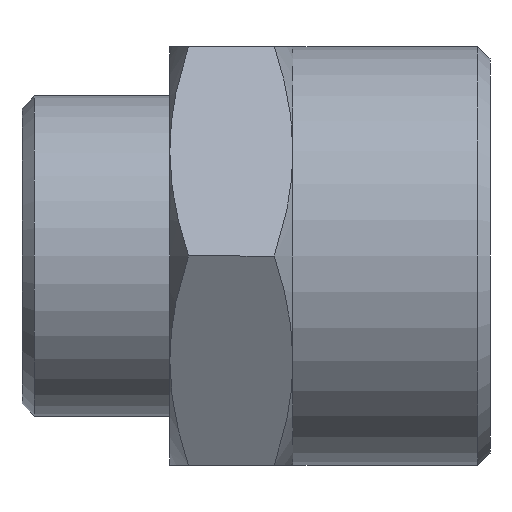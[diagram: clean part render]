
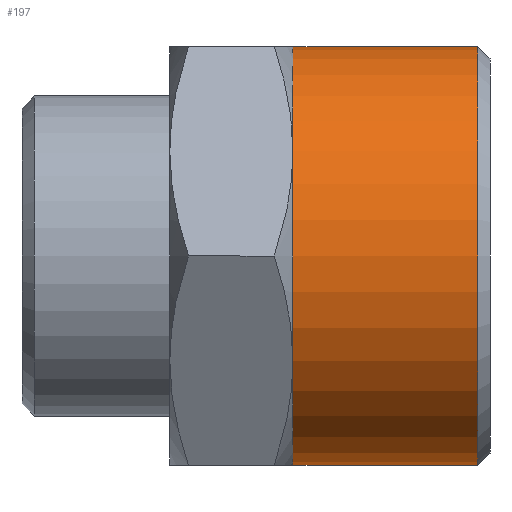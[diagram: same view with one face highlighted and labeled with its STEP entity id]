
A CAD part, left-side view. The second image highlights one B-rep face of the part: STEP entity #197.
In plain terms, the highlighted cylindrical face has radius 8.5 mm (diameter 17 mm), a full revolution.
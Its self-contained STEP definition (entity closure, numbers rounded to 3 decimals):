
#1 = ORIENTED_EDGE ( 'NONE', *, *, #129, .T. ) ;
#2 = ORIENTED_EDGE ( 'NONE', *, *, #130, .T. ) ;
#4 = CARTESIAN_POINT ( 'NONE',  ( 0., 8., 8.5 ) ) ;
#41 = VERTEX_POINT ( 'NONE', #4 ) ;
#42 = VERTEX_POINT ( 'NONE', #168 ) ;
#45 = VERTEX_POINT ( 'NONE', #158 ) ;
#56 = VERTEX_POINT ( 'NONE', #172 ) ;
#61 = VERTEX_POINT ( 'NONE', #179 ) ;
#62 = VERTEX_POINT ( 'NONE', #180 ) ;
#91 = ORIENTED_EDGE ( 'NONE', *, *, #462, .T. ) ;
#92 = ORIENTED_EDGE ( 'NONE', *, *, #463, .T. ) ;
#93 = ORIENTED_EDGE ( 'NONE', *, *, #128, .T. ) ;
#95 = ORIENTED_EDGE ( 'NONE', *, *, #464, .T. ) ;
#96 = ORIENTED_EDGE ( 'NONE', *, *, #461, .T. ) ;
#97 = DIRECTION ( 'NONE',  ( 0., -1., 0. ) ) ;
#109 = EDGE_LOOP ( 'NONE', ( #95, #96, #91, #93, #1, #2 ) ) ;
#114 = EDGE_LOOP ( 'NONE', ( #92 ) ) ;
#127 = CARTESIAN_POINT ( 'NONE',  ( 0., 8., 0. ) ) ;
#128 = EDGE_CURVE ( 'NONE', #56, #42, #327, .T. ) ;
#129 = EDGE_CURVE ( 'NONE', #42, #61, #331, .T. ) ;
#130 = EDGE_CURVE ( 'NONE', #61, #45, #330, .T. ) ;
#158 = CARTESIAN_POINT ( 'NONE',  ( 7.361, 8., 4.25 ) ) ;
#168 = CARTESIAN_POINT ( 'NONE',  ( 0., 8., -8.5 ) ) ;
#172 = CARTESIAN_POINT ( 'NONE',  ( -7.361, 8., -4.25 ) ) ;
#179 = CARTESIAN_POINT ( 'NONE',  ( 7.361, 8., -4.25 ) ) ;
#180 = CARTESIAN_POINT ( 'NONE',  ( -7.361, 8., 4.25 ) ) ;
#187 = CARTESIAN_POINT ( 'NONE',  ( 0., 8., 0. ) ) ;
#188 = DIRECTION ( 'NONE',  ( 0., -1., 0. ) ) ;
#189 = DIRECTION ( 'NONE',  ( 0., 0., 1. ) ) ;
#197 = ADVANCED_FACE ( 'NONE', ( #350, #344 ), #354, .T. ) ;
#327 = CIRCLE ( 'NONE', #469, 8.5 ) ;
#330 = CIRCLE ( 'NONE', #471, 8.5 ) ;
#331 = CIRCLE ( 'NONE', #470, 8.5 ) ;
#344 = FACE_OUTER_BOUND ( 'NONE', #109, .T. ) ;
#350 = FACE_OUTER_BOUND ( 'NONE', #114, .T. ) ;
#354 = CYLINDRICAL_SURFACE ( 'NONE', #480, 8.5 ) ;
#413 = CIRCLE ( 'NONE', #520, 8.5 ) ;
#414 = CIRCLE ( 'NONE', #522, 8.5 ) ;
#422 = CIRCLE ( 'NONE', #521, 8.5 ) ;
#425 = CIRCLE ( 'NONE', #523, 8.5 ) ;
#436 = VERTEX_POINT ( 'NONE', #931 ) ;
#461 = EDGE_CURVE ( 'NONE', #41, #62, #413, .T. ) ;
#462 = EDGE_CURVE ( 'NONE', #62, #56, #422, .T. ) ;
#463 = EDGE_CURVE ( 'NONE', #436, #436, #414, .T. ) ;
#464 = EDGE_CURVE ( 'NONE', #45, #41, #425, .T. ) ;
#469 = AXIS2_PLACEMENT_3D ( 'NONE', #187, #188, #189 ) ;
#470 = AXIS2_PLACEMENT_3D ( 'NONE', #127, #97, #533 ) ;
#471 = AXIS2_PLACEMENT_3D ( 'NONE', #536, #537, #538 ) ;
#480 = AXIS2_PLACEMENT_3D ( 'NONE', #695, #696, #694 ) ;
#520 = AXIS2_PLACEMENT_3D ( 'NONE', #908, #909, #910 ) ;
#521 = AXIS2_PLACEMENT_3D ( 'NONE', #912, #913, #914 ) ;
#522 = AXIS2_PLACEMENT_3D ( 'NONE', #917, #918, #919 ) ;
#523 = AXIS2_PLACEMENT_3D ( 'NONE', #921, #922, #923 ) ;
#533 = DIRECTION ( 'NONE',  ( 0., 0., 1. ) ) ;
#536 = CARTESIAN_POINT ( 'NONE',  ( 0., 8., 0. ) ) ;
#537 = DIRECTION ( 'NONE',  ( 0., -1., 0. ) ) ;
#538 = DIRECTION ( 'NONE',  ( 0., 0., 1. ) ) ;
#694 = DIRECTION ( 'NONE',  ( 0., 0., -1. ) ) ;
#695 = CARTESIAN_POINT ( 'NONE',  ( 0., 8., 0. ) ) ;
#696 = DIRECTION ( 'NONE',  ( 0., -1., 0. ) ) ;
#908 = CARTESIAN_POINT ( 'NONE',  ( 0., 8., 0. ) ) ;
#909 = DIRECTION ( 'NONE',  ( 0., -1., 0. ) ) ;
#910 = DIRECTION ( 'NONE',  ( 0., 0., 1. ) ) ;
#912 = CARTESIAN_POINT ( 'NONE',  ( 0., 8., 0. ) ) ;
#913 = DIRECTION ( 'NONE',  ( 0., -1., 0. ) ) ;
#914 = DIRECTION ( 'NONE',  ( 0., 0., 1. ) ) ;
#917 = CARTESIAN_POINT ( 'NONE',  ( 0., 0.5, 0. ) ) ;
#918 = DIRECTION ( 'NONE',  ( 0., 1., 0. ) ) ;
#919 = DIRECTION ( 'NONE',  ( 0., 0., 1. ) ) ;
#921 = CARTESIAN_POINT ( 'NONE',  ( 0., 8., 0. ) ) ;
#922 = DIRECTION ( 'NONE',  ( 0., -1., 0. ) ) ;
#923 = DIRECTION ( 'NONE',  ( 0., 0., 1. ) ) ;
#931 = CARTESIAN_POINT ( 'NONE',  ( 0., 0.5, 8.5 ) ) ;
